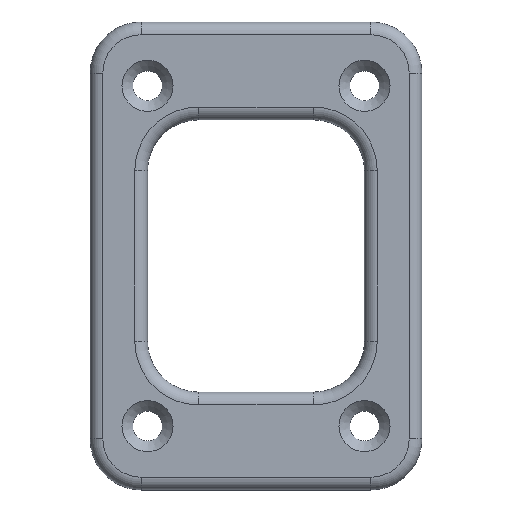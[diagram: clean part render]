
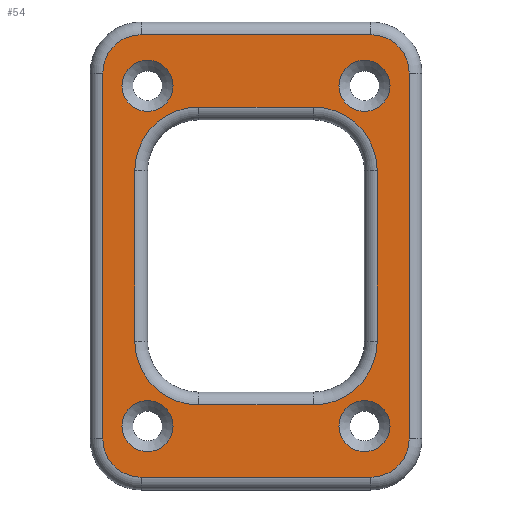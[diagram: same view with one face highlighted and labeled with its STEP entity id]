
A CAD part, top view. The second image highlights one B-rep face of the part: STEP entity #54.
In plain terms, the highlighted planar face has unit normal (0, 0, 1).
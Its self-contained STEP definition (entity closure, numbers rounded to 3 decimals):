
#54=ADVANCED_FACE('',(#108,#110,#112,#114,#116,#118),#120,.T.);
#108=FACE_BOUND('',#109,.T.);
#109=EDGE_LOOP('',(#467,#468,#469,#470,#471,#472,#473,#474));
#110=FACE_BOUND('',#111,.T.);
#111=EDGE_LOOP('',(#475));
#112=FACE_BOUND('',#113,.T.);
#113=EDGE_LOOP('',(#476));
#114=FACE_BOUND('',#115,.T.);
#115=EDGE_LOOP('',(#477,#478,#479,#480,#481,#482,#483,#484));
#116=FACE_BOUND('',#117,.T.);
#117=EDGE_LOOP('',(#485));
#118=FACE_BOUND('',#119,.T.);
#119=EDGE_LOOP('',(#486));
#120=PLANE('',#121);
#121=AXIS2_PLACEMENT_3D('',#122,#123,#124);
#122=CARTESIAN_POINT('',(0.,0.,2.6));
#123=DIRECTION('',(0.,0.,1.));
#124=DIRECTION('',(0.,1.,0.));
#467=ORIENTED_EDGE('',*,*,#659,.T.);
#468=ORIENTED_EDGE('',*,*,#660,.T.);
#469=ORIENTED_EDGE('',*,*,#661,.T.);
#470=ORIENTED_EDGE('',*,*,#662,.T.);
#471=ORIENTED_EDGE('',*,*,#663,.T.);
#472=ORIENTED_EDGE('',*,*,#664,.T.);
#473=ORIENTED_EDGE('',*,*,#665,.T.);
#474=ORIENTED_EDGE('',*,*,#666,.T.);
#475=ORIENTED_EDGE('',*,*,#667,.T.);
#476=ORIENTED_EDGE('',*,*,#668,.T.);
#477=ORIENTED_EDGE('',*,*,#669,.T.);
#478=ORIENTED_EDGE('',*,*,#670,.T.);
#479=ORIENTED_EDGE('',*,*,#671,.T.);
#480=ORIENTED_EDGE('',*,*,#672,.T.);
#481=ORIENTED_EDGE('',*,*,#673,.T.);
#482=ORIENTED_EDGE('',*,*,#674,.T.);
#483=ORIENTED_EDGE('',*,*,#675,.T.);
#484=ORIENTED_EDGE('',*,*,#676,.T.);
#485=ORIENTED_EDGE('',*,*,#677,.T.);
#486=ORIENTED_EDGE('',*,*,#678,.T.);
#659=EDGE_CURVE('',#757,#758,#759,.T.);
#660=EDGE_CURVE('',#758,#760,#761,.T.);
#661=EDGE_CURVE('',#760,#762,#763,.T.);
#662=EDGE_CURVE('',#762,#764,#765,.T.);
#663=EDGE_CURVE('',#764,#766,#767,.T.);
#664=EDGE_CURVE('',#766,#768,#769,.T.);
#665=EDGE_CURVE('',#768,#770,#771,.T.);
#666=EDGE_CURVE('',#770,#757,#772,.T.);
#667=EDGE_CURVE('',#773,#773,#774,.F.);
#668=EDGE_CURVE('',#775,#775,#776,.F.);
#669=EDGE_CURVE('',#777,#778,#779,.F.);
#670=EDGE_CURVE('',#778,#780,#781,.F.);
#671=EDGE_CURVE('',#780,#782,#783,.F.);
#672=EDGE_CURVE('',#782,#784,#785,.F.);
#673=EDGE_CURVE('',#784,#786,#787,.F.);
#674=EDGE_CURVE('',#786,#788,#789,.F.);
#675=EDGE_CURVE('',#788,#790,#791,.F.);
#676=EDGE_CURVE('',#790,#777,#792,.F.);
#677=EDGE_CURVE('',#793,#793,#794,.F.);
#678=EDGE_CURVE('',#795,#795,#796,.F.);
#757=VERTEX_POINT('',#923);
#758=VERTEX_POINT('',#924);
#759=LINE('',#925,#926);
#760=VERTEX_POINT('',#928);
#761=CIRCLE('',#929,4.5);
#762=VERTEX_POINT('',#933);
#763=LINE('',#934,#935);
#764=VERTEX_POINT('',#937);
#765=CIRCLE('',#938,4.5);
#766=VERTEX_POINT('',#942);
#767=LINE('',#943,#944);
#768=VERTEX_POINT('',#946);
#769=CIRCLE('',#947,4.5);
#770=VERTEX_POINT('',#951);
#771=LINE('',#952,#953);
#772=CIRCLE('',#955,4.5);
#773=VERTEX_POINT('',#959);
#774=CIRCLE('',#960,3.);
#775=VERTEX_POINT('',#964);
#776=CIRCLE('',#965,3.);
#777=VERTEX_POINT('',#969);
#778=VERTEX_POINT('',#970);
#779=LINE('',#971,#972);
#780=VERTEX_POINT('',#974);
#781=CIRCLE('',#975,7.5);
#782=VERTEX_POINT('',#979);
#783=LINE('',#980,#981);
#784=VERTEX_POINT('',#983);
#785=CIRCLE('',#984,7.5);
#786=VERTEX_POINT('',#988);
#787=LINE('',#989,#990);
#788=VERTEX_POINT('',#992);
#789=CIRCLE('',#993,7.5);
#790=VERTEX_POINT('',#997);
#791=LINE('',#998,#999);
#792=CIRCLE('',#1001,7.5);
#793=VERTEX_POINT('',#1005);
#794=CIRCLE('',#1006,3.);
#795=VERTEX_POINT('',#1010);
#796=CIRCLE('',#1011,3.);
#923=CARTESIAN_POINT('',(49.25,21.5,2.6));
#924=CARTESIAN_POINT('',(49.25,-21.5,2.6));
#925=CARTESIAN_POINT('',(49.25,21.5,2.6));
#926=VECTOR('',#927,1.);
#927=DIRECTION('',(0.,-1.,0.));
#928=CARTESIAN_POINT('',(53.75,-26.,2.6));
#929=AXIS2_PLACEMENT_3D('',#930,#931,#932);
#930=CARTESIAN_POINT('',(53.75,-21.5,2.6));
#931=DIRECTION('',(0.,0.,1.));
#932=DIRECTION('',(-1.,0.,0.));
#933=CARTESIAN_POINT('',(80.75,-26.,2.6));
#934=CARTESIAN_POINT('',(53.75,-26.,2.6));
#935=VECTOR('',#936,1.);
#936=DIRECTION('',(1.,0.,0.));
#937=CARTESIAN_POINT('',(85.25,-21.5,2.6));
#938=AXIS2_PLACEMENT_3D('',#939,#940,#941);
#939=CARTESIAN_POINT('',(80.75,-21.5,2.6));
#940=DIRECTION('',(0.,0.,1.));
#941=DIRECTION('',(0.,-1.,0.));
#942=CARTESIAN_POINT('',(85.25,21.5,2.6));
#943=CARTESIAN_POINT('',(85.25,-21.5,2.6));
#944=VECTOR('',#945,1.);
#945=DIRECTION('',(0.,1.,0.));
#946=CARTESIAN_POINT('',(80.75,26.,2.6));
#947=AXIS2_PLACEMENT_3D('',#948,#949,#950);
#948=CARTESIAN_POINT('',(80.75,21.5,2.6));
#949=DIRECTION('',(0.,0.,1.));
#950=DIRECTION('',(1.,0.,0.));
#951=CARTESIAN_POINT('',(53.75,26.,2.6));
#952=CARTESIAN_POINT('',(80.75,26.,2.6));
#953=VECTOR('',#954,1.);
#954=DIRECTION('',(-1.,0.,0.));
#955=AXIS2_PLACEMENT_3D('',#956,#957,#958);
#956=CARTESIAN_POINT('',(53.75,21.5,2.6));
#957=DIRECTION('',(0.,0.,1.));
#958=DIRECTION('',(0.,1.,0.));
#959=CARTESIAN_POINT('',(54.5,23.,2.6));
#960=AXIS2_PLACEMENT_3D('',#961,#962,#963);
#961=CARTESIAN_POINT('',(54.5,20.,2.6));
#962=DIRECTION('',(0.,0.,1.));
#963=DIRECTION('',(0.,1.,0.));
#964=CARTESIAN_POINT('',(54.5,-17.,2.6));
#965=AXIS2_PLACEMENT_3D('',#966,#967,#968);
#966=CARTESIAN_POINT('',(54.5,-20.,2.6));
#967=DIRECTION('',(0.,0.,1.));
#968=DIRECTION('',(0.,1.,0.));
#969=CARTESIAN_POINT('',(74.,-17.5,2.6));
#970=CARTESIAN_POINT('',(60.5,-17.5,2.6));
#971=CARTESIAN_POINT('',(60.5,-17.5,2.6));
#972=VECTOR('',#973,1.);
#973=DIRECTION('',(1.,0.,0.));
#974=CARTESIAN_POINT('',(53.,-10.,2.6));
#975=AXIS2_PLACEMENT_3D('',#976,#977,#978);
#976=CARTESIAN_POINT('',(60.5,-10.,2.6));
#977=DIRECTION('',(0.,0.,1.));
#978=DIRECTION('',(-1.,0.,0.));
#979=CARTESIAN_POINT('',(53.,10.,2.6));
#980=CARTESIAN_POINT('',(53.,10.,2.6));
#981=VECTOR('',#982,1.);
#982=DIRECTION('',(0.,-1.,0.));
#983=CARTESIAN_POINT('',(60.5,17.5,2.6));
#984=AXIS2_PLACEMENT_3D('',#985,#986,#987);
#985=CARTESIAN_POINT('',(60.5,10.,2.6));
#986=DIRECTION('',(0.,0.,1.));
#987=DIRECTION('',(0.,1.,0.));
#988=CARTESIAN_POINT('',(74.,17.5,2.6));
#989=CARTESIAN_POINT('',(74.,17.5,2.6));
#990=VECTOR('',#991,1.);
#991=DIRECTION('',(-1.,0.,0.));
#992=CARTESIAN_POINT('',(81.5,10.,2.6));
#993=AXIS2_PLACEMENT_3D('',#994,#995,#996);
#994=CARTESIAN_POINT('',(74.,10.,2.6));
#995=DIRECTION('',(0.,0.,1.));
#996=DIRECTION('',(1.,0.,0.));
#997=CARTESIAN_POINT('',(81.5,-10.,2.6));
#998=CARTESIAN_POINT('',(81.5,-10.,2.6));
#999=VECTOR('',#1000,1.);
#1000=DIRECTION('',(0.,1.,0.));
#1001=AXIS2_PLACEMENT_3D('',#1002,#1003,#1004);
#1002=CARTESIAN_POINT('',(74.,-10.,2.6));
#1003=DIRECTION('',(0.,0.,1.));
#1004=DIRECTION('',(0.,-1.,0.));
#1005=CARTESIAN_POINT('',(80.,-17.,2.6));
#1006=AXIS2_PLACEMENT_3D('',#1007,#1008,#1009);
#1007=CARTESIAN_POINT('',(80.,-20.,2.6));
#1008=DIRECTION('',(0.,0.,1.));
#1009=DIRECTION('',(0.,1.,0.));
#1010=CARTESIAN_POINT('',(80.,23.,2.6));
#1011=AXIS2_PLACEMENT_3D('',#1012,#1013,#1014);
#1012=CARTESIAN_POINT('',(80.,20.,2.6));
#1013=DIRECTION('',(0.,0.,1.));
#1014=DIRECTION('',(0.,1.,0.));
